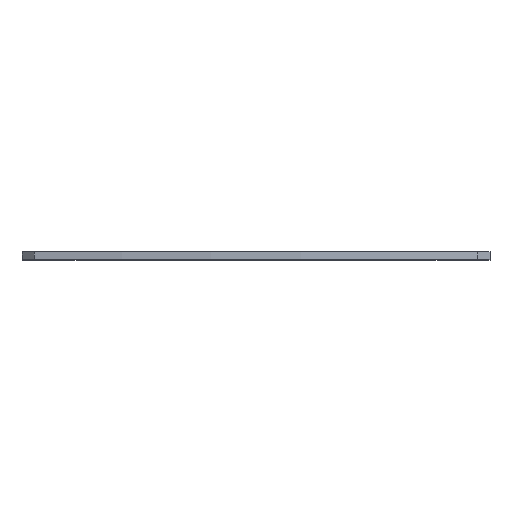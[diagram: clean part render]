
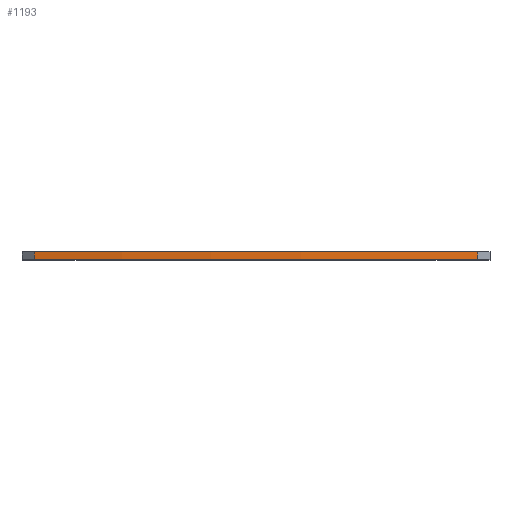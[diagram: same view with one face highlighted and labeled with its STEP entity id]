
A CAD part, top view. The second image highlights one B-rep face of the part: STEP entity #1193.
In plain terms, the highlighted cylindrical face has radius 832.23 mm (diameter 1664.46 mm), a partial arc.
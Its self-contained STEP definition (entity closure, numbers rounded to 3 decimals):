
#151=FACE_OUTER_BOUND('',#238,.T.);
#238=EDGE_LOOP('',(#1043,#1044,#1045,#1046));
#361=LINE('',#1975,#458);
#362=LINE('',#1979,#459);
#458=VECTOR('',#1649,10.);
#459=VECTOR('',#1654,10.);
#471=CIRCLE('',#1223,832.23);
#526=CIRCLE('',#1326,832.23);
#542=VERTEX_POINT('',#1705);
#543=VERTEX_POINT('',#1707);
#629=VERTEX_POINT('',#1973);
#630=VERTEX_POINT('',#1977);
#650=EDGE_CURVE('',#542,#543,#471,.T.);
#784=EDGE_CURVE('',#542,#629,#361,.T.);
#785=EDGE_CURVE('',#630,#629,#526,.T.);
#786=EDGE_CURVE('',#543,#630,#362,.T.);
#1043=ORIENTED_EDGE('',*,*,#784,.T.);
#1044=ORIENTED_EDGE('',*,*,#785,.F.);
#1045=ORIENTED_EDGE('',*,*,#786,.F.);
#1046=ORIENTED_EDGE('',*,*,#650,.F.);
#1140=CYLINDRICAL_SURFACE('',#1325,832.23);
#1193=ADVANCED_FACE('',(#151),#1140,.T.);
#1223=AXIS2_PLACEMENT_3D('',#1708,#1366,#1367);
#1325=AXIS2_PLACEMENT_3D('',#1976,#1650,#1651);
#1326=AXIS2_PLACEMENT_3D('',#1978,#1652,#1653);
#1366=DIRECTION('center_axis',(0.,1.,0.));
#1367=DIRECTION('ref_axis',(0.21,0.,0.978));
#1649=DIRECTION('',(0.,-1.,0.));
#1650=DIRECTION('center_axis',(0.,-1.,0.));
#1651=DIRECTION('ref_axis',(0.21,0.,0.978));
#1652=DIRECTION('center_axis',(0.,-1.,0.));
#1653=DIRECTION('ref_axis',(0.21,0.,0.978));
#1654=DIRECTION('',(0.,-1.,0.));
#1705=CARTESIAN_POINT('',(9.5,0.,386.5));
#1707=CARTESIAN_POINT('',(358.5,0.,386.5));
#1708=CARTESIAN_POINT('Origin',(184.,0.,-427.23));
#1973=CARTESIAN_POINT('',(9.5,-6.,386.5));
#1975=CARTESIAN_POINT('',(9.5,-3.,386.5));
#1976=CARTESIAN_POINT('Origin',(184.,-3.,-427.23));
#1977=CARTESIAN_POINT('',(358.5,-6.,386.5));
#1978=CARTESIAN_POINT('Origin',(184.,-6.,-427.23));
#1979=CARTESIAN_POINT('',(358.5,-3.,386.5));
